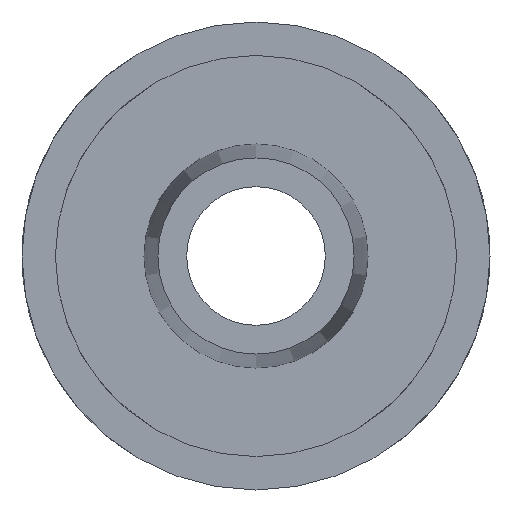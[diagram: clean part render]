
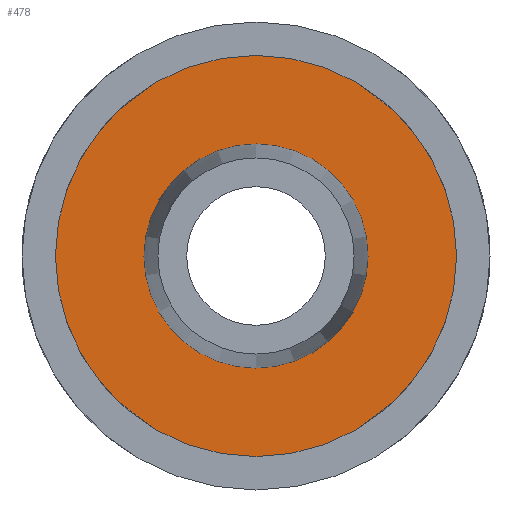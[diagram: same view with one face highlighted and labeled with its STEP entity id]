
A CAD part, left-side view. The second image highlights one B-rep face of the part: STEP entity #478.
In plain terms, the highlighted planar face has unit normal (-1, 0, 0).
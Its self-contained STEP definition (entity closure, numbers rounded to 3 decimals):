
#15=VERTEX_LOOP('',#188);
#16=VERTEX_LOOP('',#189);
#19=PLANE('',#518);
#38=CIRCLE('',#510,4.05);
#44=CIRCLE('',#519,2.262);
#77=ORIENTED_EDGE('',*,*,#150,.F.);
#78=ORIENTED_EDGE('',*,*,#140,.T.);
#140=EDGE_CURVE('',#178,#178,#38,.T.);
#150=EDGE_CURVE('',#190,#190,#44,.T.);
#178=VERTEX_POINT('',#677);
#188=VERTEX_POINT('',#699);
#189=VERTEX_POINT('',#700);
#190=VERTEX_POINT('',#702);
#243=EDGE_LOOP('',(#77));
#244=EDGE_LOOP('',(#78));
#283=FACE_BOUND('',#15,.T.);
#284=FACE_BOUND('',#16,.T.);
#285=FACE_BOUND('',#243,.T.);
#286=FACE_BOUND('',#244,.T.);
#478=ADVANCED_FACE('',(#283,#284,#285,#286),#19,.F.);
#510=AXIS2_PLACEMENT_3D('',#676,#569,#570);
#518=AXIS2_PLACEMENT_3D('',#698,#589,#590);
#519=AXIS2_PLACEMENT_3D('',#701,#591,#592);
#569=DIRECTION('',(-1.,0.,0.));
#570=DIRECTION('',(0.,0.,1.));
#589=DIRECTION('',(1.,0.,0.));
#590=DIRECTION('',(0.,0.,-1.));
#591=DIRECTION('',(-1.,0.,0.));
#592=DIRECTION('',(0.,0.,1.));
#676=CARTESIAN_POINT('',(-1.,0.,0.));
#677=CARTESIAN_POINT('',(-1.,0.,4.05));
#698=CARTESIAN_POINT('',(-1.,0.,2.262));
#699=CARTESIAN_POINT('',(-1.,0.,-3.45));
#700=CARTESIAN_POINT('',(-1.,0.,3.45));
#701=CARTESIAN_POINT('',(-1.,0.,0.));
#702=CARTESIAN_POINT('',(-1.,0.,2.262));
